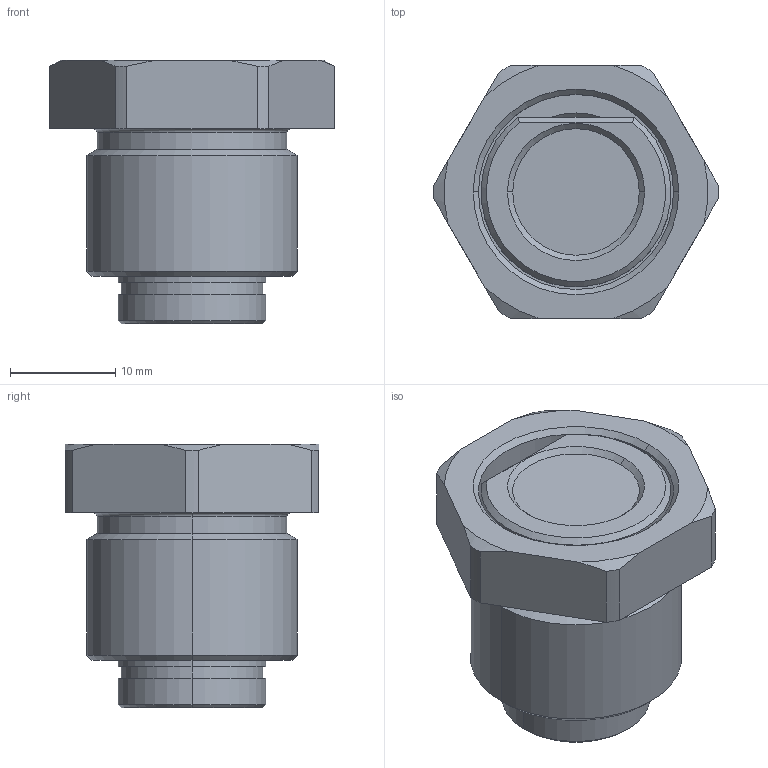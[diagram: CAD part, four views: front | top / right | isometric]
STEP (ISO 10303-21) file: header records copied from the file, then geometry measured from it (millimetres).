
FILE_DESCRIPTION(('Creo Elements/Direct Modeling STEP Export'),'2;1');
FILE_NAME('LBPP14.stp','2017-07-25T12:57:50',(''),(''),'Creo Elements/Direct Modeling STEP processor for AP214 (Solid Model)','Creo Elements/Direct Modeling 18.1E 22-Nov-2013 (C) Parametric Technology GmbH','');
FILE_SCHEMA(('AUTOMOTIVE_DESIGN { 1 0 10303 214 1 1 1 1 }'));
Length unit declared in the file: millimetre
Products named in the file (3): Gewindehülse; Adapter; B1
Assembly tree (2 placements, depth 2):
  B1
    Adapter
    Gewindehülse
Bounding box: 27 x 24 x 25 mm (x, y, z)
Volume: 7889.7 mm3; surface area: 4912.5 mm2
Topology: 2 solids, 3 shells, 502 faces, 1398 edges, 930 vertices
Faces by surface type: plane 452, cylinder 25, cone 23, torus 2
Entity records: 15854 total; most frequent: CARTESIAN_POINT 2967, ORIENTED_EDGE 2796, DIRECTION 2399, EDGE_CURVE 1398, VECTOR 1293, LINE 1293, VERTEX_POINT 930, AXIS2_PLACEMENT_3D 553
